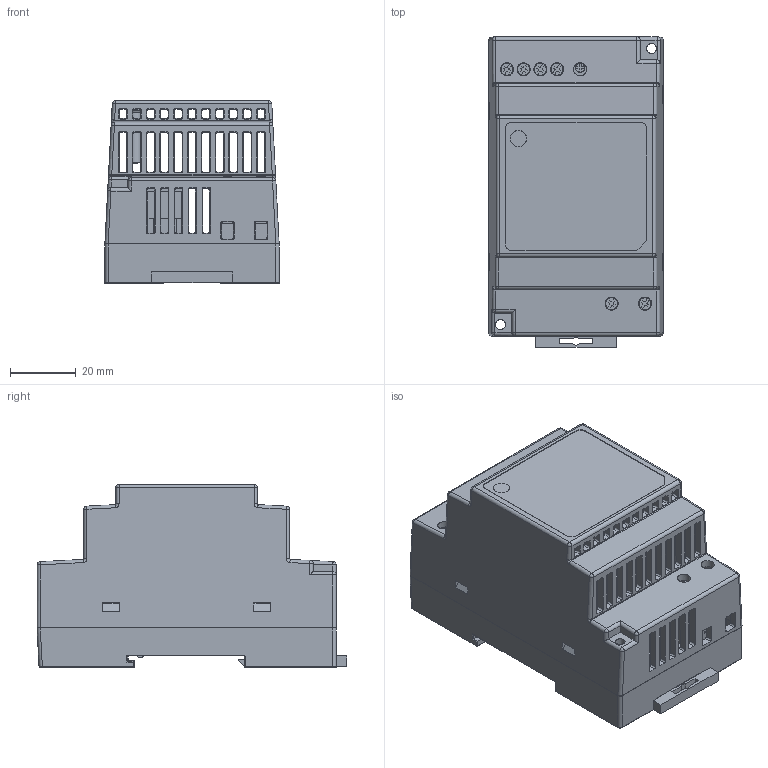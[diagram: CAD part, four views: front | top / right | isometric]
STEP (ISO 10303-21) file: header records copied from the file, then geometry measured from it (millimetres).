
FILE_DESCRIPTION (( 'STEP AP214' ), '1' );
FILE_NAME ('PSL-24-030.STEP', '2018-05-10T13:23:57', ( '' ), ( '' ), 'SwSTEP 2.0', 'SolidWorks 2017', '' );
FILE_SCHEMA (( 'AUTOMOTIVE_DESIGN' ));
Length unit declared in the file: inch
Products named in the file (1): PSL-24-030
Bounding box: 53 x 94.3 x 55.6 mm (x, y, z)
Volume: 53963.5 mm3; surface area: 62942.9 mm2
Topology: 21 solids, 21 shells, 2276 faces, 6144 edges, 3983 vertices
Faces by surface type: plane 1452, cylinder 598, bspline 203, cone 23
Full cylindrical faces by diameter (mm): 0.46 x3, 1 x4, 1.8 x6, 2.5 x2, 2.77 x1, 3 x4, 3.5 x2, 3.95 x2, 4 x20, 4.05 x1, 5 x1
Entity records: 109338 total; most frequent: CARTESIAN_POINT 55380, ORIENTED_EDGE 12112, DIRECTION 9499, EDGE_CURVE 6056, LINE 4367, VECTOR 4367, VERTEX_POINT 3960, EDGE_LOOP 2584
